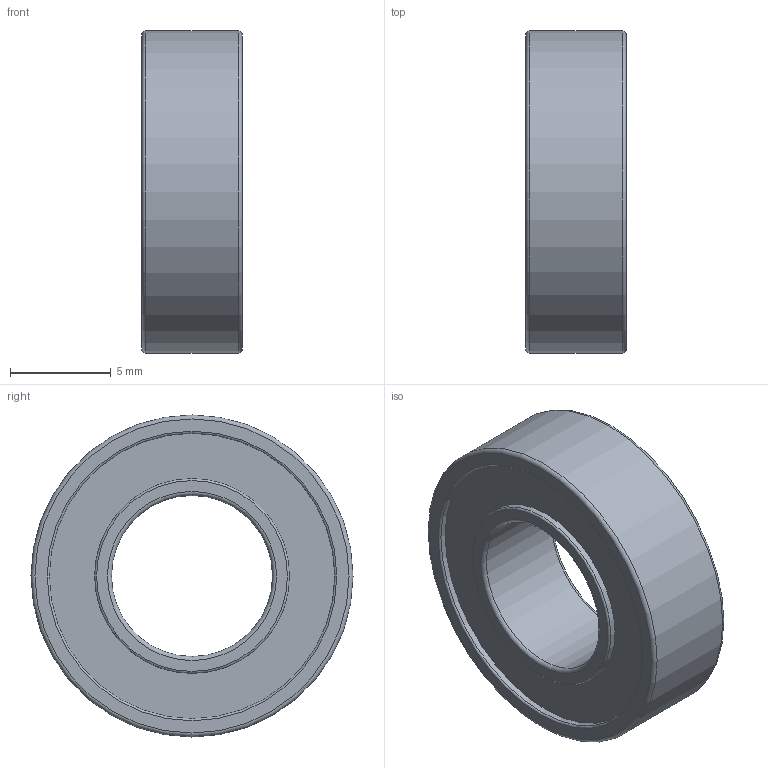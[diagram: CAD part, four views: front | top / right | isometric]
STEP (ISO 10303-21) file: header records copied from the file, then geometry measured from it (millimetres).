
FILE_DESCRIPTION(/* description */ (''),/* implementation_level */ '2;1');
FILE_NAME(/* name */ '688ZZ.stp',/* time_stamp */ '2022-07-20T21:19:19+09:00',/* author */ (''),/* organization */ (''),/* preprocessor_version */ 'ST-DEVELOPER v16.7',/* originating_system */ '',/* authorisation */ '');
FILE_SCHEMA (('AUTOMOTIVE_DESIGN { 1 0 10303 214 3 1 1 1 }'));
Length unit declared in the file: millimetre
Products named in the file (1): 688ZZ
Bounding box: 5 x 16 x 16 mm (x, y, z)
Volume: 684.9 mm3; surface area: 719.2 mm2
Topology: 1 solids, 1 shells, 20 faces, 37 edges, 24 vertices
Faces by surface type: torus 8, plane 6, cylinder 6
Full cylindrical faces by diameter (mm): 8 x1, 9.68 x2, 14.18 x2, 16 x1
Entity records: 459 total; most frequent: DIRECTION 84, CARTESIAN_POINT 63, AXIS2_PLACEMENT_3D 42, FACE_BOUND 40, EDGE_LOOP 40, ORIENTED_EDGE 40, ADVANCED_FACE 20, VERTEX_POINT 20
